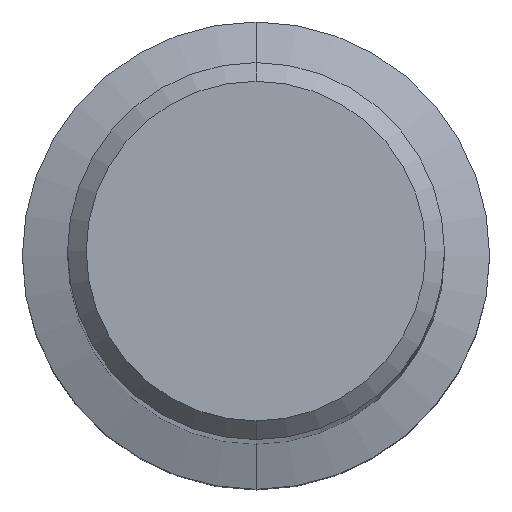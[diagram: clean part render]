
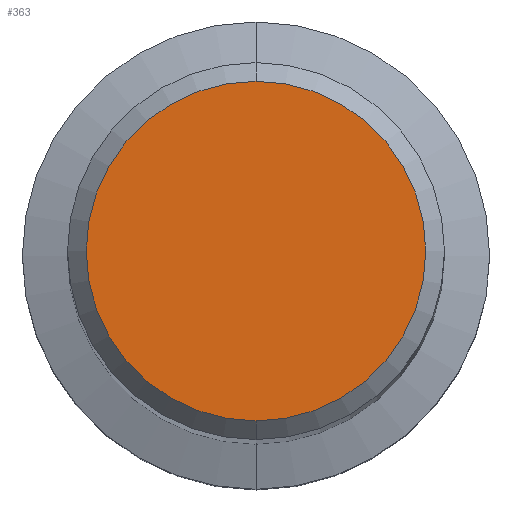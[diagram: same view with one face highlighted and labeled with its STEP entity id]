
A CAD part, top view. The second image highlights one B-rep face of the part: STEP entity #363.
In plain terms, the highlighted planar face has unit normal (0, 0, 1).
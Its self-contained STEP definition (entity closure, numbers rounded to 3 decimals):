
#217=EDGE_CURVE('',#351,#359,#574,.T.);
#351=VERTEX_POINT('',#721);
#359=VERTEX_POINT('',#729);
#363=ADVANCED_FACE('',(#734),#735,.T.);
#407=EDGE_CURVE('',#359,#351,#783,.T.);
#574=CIRCLE('',#966,5.45);
#721=CARTESIAN_POINT('',(0.0,5.45,0.0));
#729=CARTESIAN_POINT('',(0.,-5.45,0.0));
#734=FACE_OUTER_BOUND('',#1311,.T.);
#735=PLANE('',#1312);
#783=CIRCLE('',#1404,5.45);
#966=AXIS2_PLACEMENT_3D('',#1723,#1724,#1725);
#1311=EDGE_LOOP('',(#1889,#1890));
#1312=AXIS2_PLACEMENT_3D('',#1891,#1892,#1893);
#1404=AXIS2_PLACEMENT_3D('',#1937,#1938,#1939);
#1723=CARTESIAN_POINT('',(0.0,0.0,0.0));
#1724=DIRECTION('',(0.0,0.0,-1.0));
#1725=DIRECTION('',(0.0,1.0,0.0));
#1889=ORIENTED_EDGE('',*,*,#217,.F.);
#1890=ORIENTED_EDGE('',*,*,#407,.F.);
#1891=CARTESIAN_POINT('',(0.0,2.725,0.0));
#1892=DIRECTION('',(-0.0,0.0,1.0));
#1893=DIRECTION('',(0.0,-1.0,0.0));
#1937=CARTESIAN_POINT('',(0.0,0.0,0.0));
#1938=DIRECTION('',(0.0,0.0,-1.0));
#1939=DIRECTION('',(0.0,1.0,0.0));
